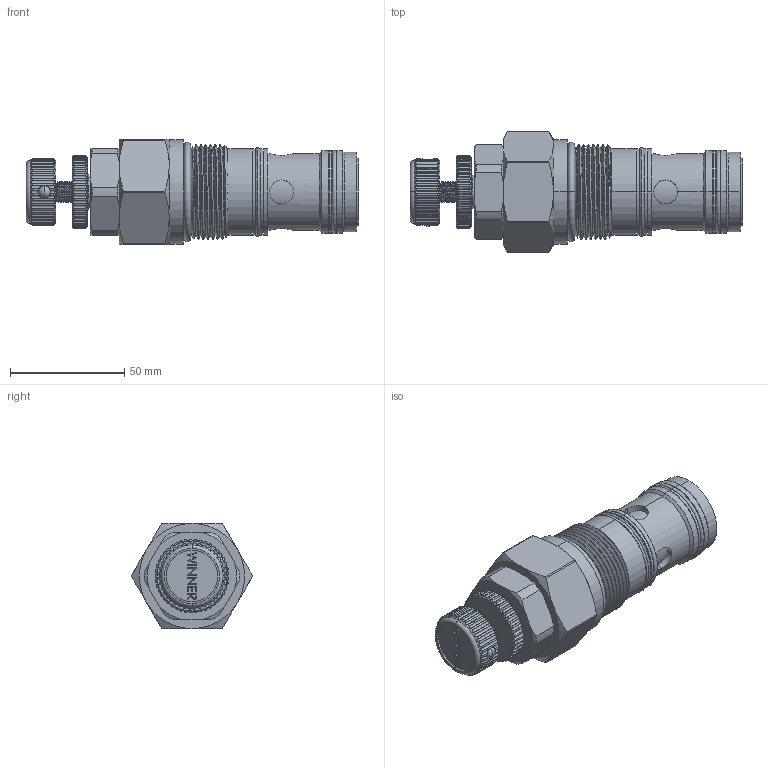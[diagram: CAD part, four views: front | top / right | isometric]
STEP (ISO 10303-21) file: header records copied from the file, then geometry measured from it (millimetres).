
FILE_DESCRIPTION (( 'STEP AP203' ), '1' );
FILE_NAME ('CB20WS33(38)-K.STEP', '2021-06-25T01:50:11', ( '' ), ( '' ), 'SwSTEP 2.0', 'SolidWorks 2018', '' );
FILE_SCHEMA (( 'CONFIG_CONTROL_DESIGN' ));
Length unit declared in the file: millimetre
Products named in the file (1): CB20WS33(38)-K
Bounding box: 145.22 x 52.7 x 46 mm (x, y, z)
Volume: 161501.7 mm3; surface area: 30810.1 mm2
Topology: 3 solids, 3 shells, 631 faces, 1705 edges, 1113 vertices
Faces by surface type: cylinder 391, plane 139, cone 67, bspline 18, torus 14, sphere 2
Entity records: 37824 total; most frequent: CARTESIAN_POINT 22847, ORIENTED_EDGE 3402, DIRECTION 2796, EDGE_CURVE 1701, VERTEX_POINT 1113, AXIS2_PLACEMENT_3D 1049, VECTOR 698, LINE 698
